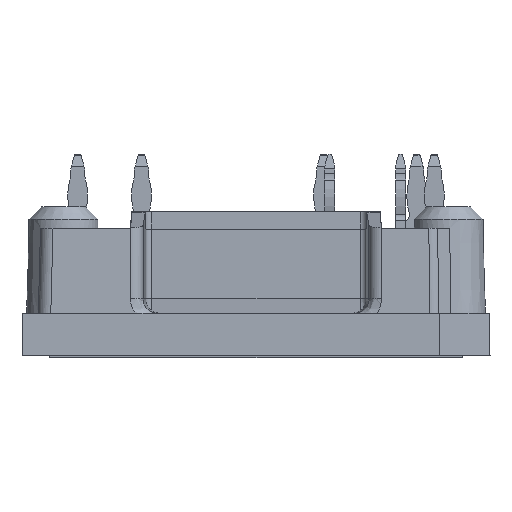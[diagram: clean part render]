
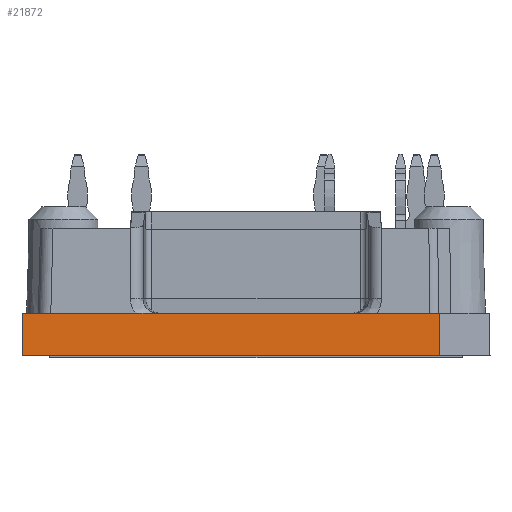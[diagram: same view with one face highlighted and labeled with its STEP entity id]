
A CAD part, left-side view. The second image highlights one B-rep face of the part: STEP entity #21872.
In plain terms, the highlighted planar face has unit normal (-1, 0, 0.018).
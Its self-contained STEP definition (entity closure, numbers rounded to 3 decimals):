
#1543=ORIENTED_EDGE('',*,*,#6085,.T.);
#1544=ORIENTED_EDGE('',*,*,#6086,.F.);
#1545=ORIENTED_EDGE('',*,*,#6087,.T.);
#1546=ORIENTED_EDGE('',*,*,#6032,.T.);
#6032=EDGE_CURVE('',#8340,#8344,#9936,.F.);
#6085=EDGE_CURVE('',#8344,#8378,#9972,.F.);
#6086=EDGE_CURVE('',#8379,#8378,#9973,.F.);
#6087=EDGE_CURVE('',#8379,#8340,#9974,.T.);
#8340=VERTEX_POINT('',#29452);
#8344=VERTEX_POINT('',#29460);
#8378=VERTEX_POINT('',#29569);
#8379=VERTEX_POINT('',#29573);
#9936=LINE('',#29461,#11628);
#9972=LINE('',#29570,#11664);
#9973=LINE('',#29572,#11665);
#9974=LINE('',#29574,#11666);
#11628=VECTOR('',#24655,1000.);
#11664=VECTOR('',#24769,1000.);
#11665=VECTOR('',#24772,1000.);
#11666=VECTOR('',#24773,1000.);
#13280=EDGE_LOOP('',(#1543,#1544,#1545,#1546));
#14248=FACE_BOUND('',#13280,.T.);
#15154=PLANE('',#22831);
#21872=ADVANCED_FACE('',(#14248),#15154,.T.);
#22831=AXIS2_PLACEMENT_3D('',#29571,#24770,#24771);
#24655=DIRECTION('',(0.,1.,0.));
#24769=DIRECTION('',(-0.017,-0.007,-1.));
#24770=DIRECTION('',(-1.,0.,0.017));
#24771=DIRECTION('',(0.017,0.,1.));
#24772=DIRECTION('',(0.,1.,0.));
#24773=DIRECTION('',(-0.017,0.017,-1.));
#29452=CARTESIAN_POINT('',(-41.,18.7,0.));
#29460=CARTESIAN_POINT('',(-41.,-14.7,0.));
#29461=CARTESIAN_POINT('',(-41.,0.,0.));
#29569=CARTESIAN_POINT('',(-40.941,-14.675,3.4));
#29570=CARTESIAN_POINT('',(-40.998,-14.699,0.134));
#29571=CARTESIAN_POINT('',(-41.,0.,0.));
#29572=CARTESIAN_POINT('',(-40.941,0.,3.4));
#29573=CARTESIAN_POINT('',(-40.941,18.641,3.4));
#29574=CARTESIAN_POINT('',(-40.994,18.694,0.326));
